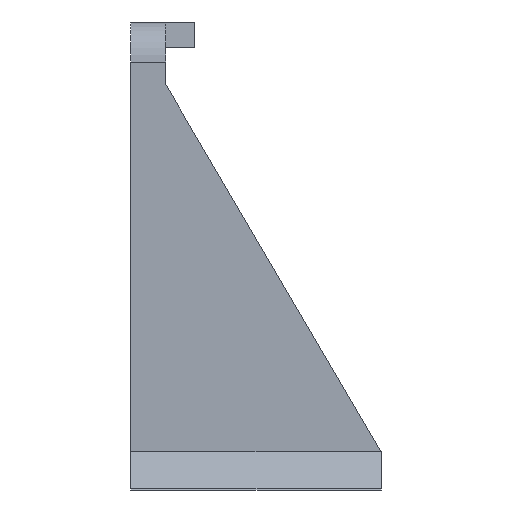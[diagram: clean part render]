
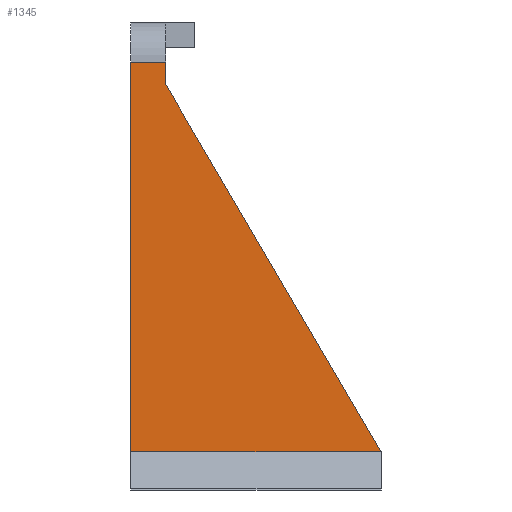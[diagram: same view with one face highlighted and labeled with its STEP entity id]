
A CAD part, left-side view. The second image highlights one B-rep face of the part: STEP entity #1345.
In plain terms, the highlighted planar face has unit normal (-1, 0, 0).
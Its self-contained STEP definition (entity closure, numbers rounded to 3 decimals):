
#367=CARTESIAN_POINT('',(-84.,-36.,2.));
#368=VERTEX_POINT('',#367);
#375=CARTESIAN_POINT('',(-84.,-36.,40.995));
#376=VERTEX_POINT('',#375);
#377=CARTESIAN_POINT('',(-84.,-36.,40.995));
#378=DIRECTION('',(0.,0.,-1.));
#379=VECTOR('',#378,38.995);
#380=LINE('',#377,#379);
#381=EDGE_CURVE('',#376,#368,#380,.T.);
#708=CARTESIAN_POINT('',(-84.,-39.5,40.995));
#709=VERTEX_POINT('',#708);
#717=CARTESIAN_POINT('',(-84.,-39.5,38.701));
#718=VERTEX_POINT('',#717);
#719=CARTESIAN_POINT('',(-84.,-39.5,40.995));
#720=DIRECTION('',(0.,0.,-1.));
#721=VECTOR('',#720,2.294);
#722=LINE('',#719,#721);
#723=EDGE_CURVE('',#709,#718,#722,.T.);
#1281=CARTESIAN_POINT('',(-84.,-60.986,2.024));
#1282=VERTEX_POINT('',#1281);
#1283=CARTESIAN_POINT('',(-84.,-39.5,38.701));
#1284=DIRECTION('',(0.,-0.505,-0.863));
#1285=VECTOR('',#1284,42.507);
#1286=LINE('',#1283,#1285);
#1287=EDGE_CURVE('',#718,#1282,#1286,.T.);
#1307=CARTESIAN_POINT('',(-84.,12.,0.));
#1308=DIRECTION('',(1.,0.,0.));
#1309=DIRECTION('',(0.,1.,0.));
#1310=AXIS2_PLACEMENT_3D('',#1307,#1308,#1309);
#1311=PLANE('',#1310);
#1312=CARTESIAN_POINT('',(-84.,-61.,2.01));
#1313=VERTEX_POINT('',#1312);
#1314=CARTESIAN_POINT('',(-84.,-61.,2.01));
#1315=DIRECTION('',(0.,0.707,0.707));
#1316=VECTOR('',#1315,0.02);
#1317=LINE('',#1314,#1316);
#1318=EDGE_CURVE('',#1313,#1282,#1317,.T.);
#1319=ORIENTED_EDGE('',*,*,#1318,.T.);
#1320=ORIENTED_EDGE('',*,*,#1287,.F.);
#1321=ORIENTED_EDGE('',*,*,#723,.F.);
#1322=CARTESIAN_POINT('',(-84.,-39.5,40.995));
#1323=DIRECTION('',(-0.,1.,-0.));
#1324=VECTOR('',#1323,3.5);
#1325=LINE('',#1322,#1324);
#1326=EDGE_CURVE('',#709,#376,#1325,.T.);
#1327=ORIENTED_EDGE('',*,*,#1326,.T.);
#1328=ORIENTED_EDGE('',*,*,#381,.T.);
#1329=CARTESIAN_POINT('',(-84.,-61.,2.));
#1330=VERTEX_POINT('',#1329);
#1331=CARTESIAN_POINT('',(-84.,-61.,2.));
#1332=DIRECTION('',(0.,1.,0.));
#1333=VECTOR('',#1332,25.);
#1334=LINE('',#1331,#1333);
#1335=EDGE_CURVE('',#1330,#368,#1334,.T.);
#1336=ORIENTED_EDGE('',*,*,#1335,.F.);
#1337=CARTESIAN_POINT('',(-84.,-61.,2.01));
#1338=DIRECTION('',(0.,0.,-1.));
#1339=VECTOR('',#1338,0.01);
#1340=LINE('',#1337,#1339);
#1341=EDGE_CURVE('',#1313,#1330,#1340,.T.);
#1342=ORIENTED_EDGE('',*,*,#1341,.F.);
#1343=EDGE_LOOP('',(#1319,#1320,#1321,#1327,#1328,#1336,#1342));
#1344=FACE_BOUND('',#1343,.T.);
#1345=ADVANCED_FACE('',(#1344),#1311,.F.);
